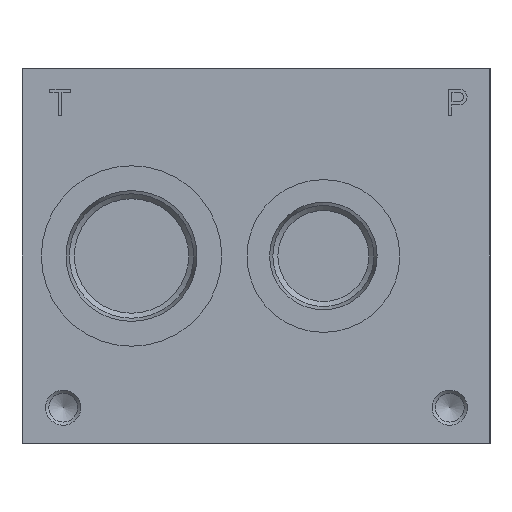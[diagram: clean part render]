
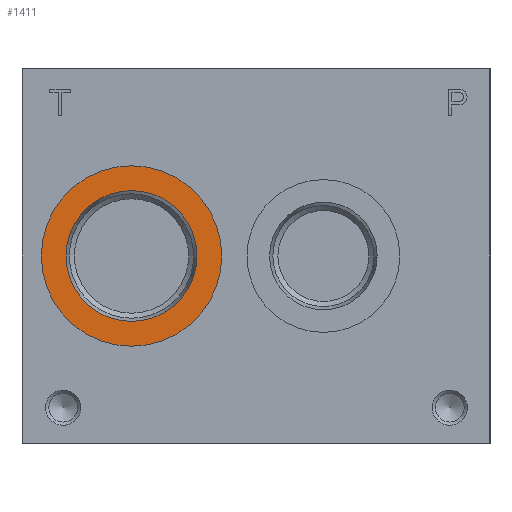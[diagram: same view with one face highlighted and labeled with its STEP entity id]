
A CAD part, left-side view. The second image highlights one B-rep face of the part: STEP entity #1411.
In plain terms, the highlighted planar face has unit normal (-1, 0, 0).
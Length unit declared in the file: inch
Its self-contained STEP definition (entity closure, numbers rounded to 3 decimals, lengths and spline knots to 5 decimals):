
#1411 = ADVANCED_FACE( '', ( #3101, #3102 ), #3103, .T. );
#3101 = FACE_BOUND( '', #4975, .T. );
#3102 = FACE_OUTER_BOUND( '', #4976, .T. );
#3103 = PLANE( '', #4977 );
#4975 = EDGE_LOOP( '', ( #8770 ) );
#4976 = EDGE_LOOP( '', ( #8771 ) );
#4977 = AXIS2_PLACEMENT_3D( '', #8772, #8773, #8774 );
#8770 = ORIENTED_EDGE( '', *, *, #10863, .T. );
#8771 = ORIENTED_EDGE( '', *, *, #9877, .F. );
#8772 = CARTESIAN_POINT( '', ( 0.031, 4.794, 2. ) );
#8773 = DIRECTION( '', ( -1., 0., 0. ) );
#8774 = DIRECTION( '', ( 0., 0., 1. ) );
#9877 = EDGE_CURVE( '', #11656, #11656, #11657, .T. );
#10863 = EDGE_CURVE( '', #13159, #13159, #13160, .T. );
#11656 = VERTEX_POINT( '', #14141 );
#11657 = CIRCLE( '', #14142, 0.964 );
#13159 = VERTEX_POINT( '', #16131 );
#13160 = CIRCLE( '', #16132, 0.699 );
#14141 = CARTESIAN_POINT( '', ( 0.031, 3.83, 1.036 ) );
#14142 = AXIS2_PLACEMENT_3D( '', #17021, #17022, #17023 );
#16131 = CARTESIAN_POINT( '', ( 0.031, 3.83, 1.301 ) );
#16132 = AXIS2_PLACEMENT_3D( '', #18180, #18181, #18182 );
#17021 = CARTESIAN_POINT( '', ( 0.031, 3.83, 2. ) );
#17022 = DIRECTION( '', ( 1., 0., 0. ) );
#17023 = DIRECTION( '', ( 0., 0., -1. ) );
#18180 = CARTESIAN_POINT( '', ( 0.031, 3.83, 2. ) );
#18181 = DIRECTION( '', ( 1., 0., 0. ) );
#18182 = DIRECTION( '', ( 0., 0., -1. ) );
